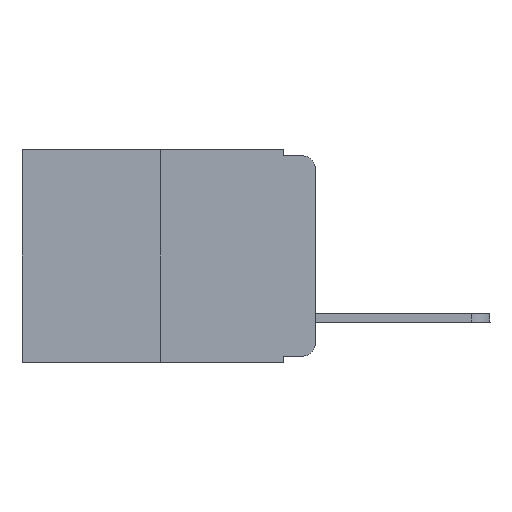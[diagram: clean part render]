
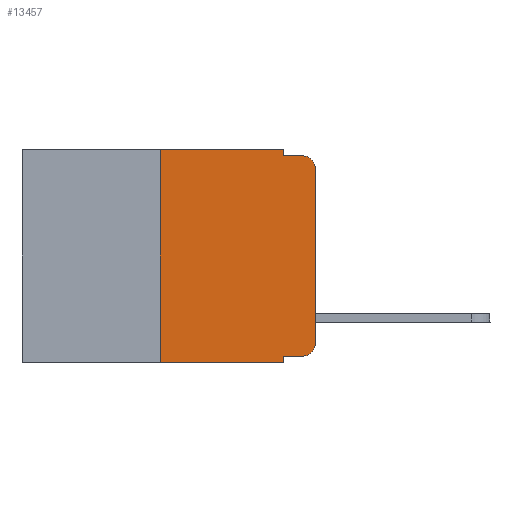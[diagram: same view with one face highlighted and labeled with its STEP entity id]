
A CAD part, left-side view. The second image highlights one B-rep face of the part: STEP entity #13457.
In plain terms, the highlighted planar face has unit normal (-1, 0, 0).
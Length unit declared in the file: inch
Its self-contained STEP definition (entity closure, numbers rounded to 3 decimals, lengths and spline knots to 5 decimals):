
#257 = VECTOR ( 'NONE', #12085, 39.37008 ) ;
#317 = DIRECTION ( 'NONE',  ( -1., 0., 0. ) ) ;
#1133 = CARTESIAN_POINT ( 'NONE',  ( 0., 0., -0.313 ) ) ;
#1141 = CARTESIAN_POINT ( 'NONE',  ( 0., 0.051, 0. ) ) ;
#1371 = VERTEX_POINT ( 'NONE', #11840 ) ;
#1564 = CARTESIAN_POINT ( 'NONE',  ( 0., 0.051, 0. ) ) ;
#1992 = DIRECTION ( 'NONE',  ( -1., 0., 0. ) ) ;
#2062 = DIRECTION ( 'NONE',  ( 0., 0., -1. ) ) ;
#2656 = LINE ( 'NONE', #1141, #10195 ) ;
#2872 = CARTESIAN_POINT ( 'NONE',  ( 0., 0.051, -0.01 ) ) ;
#3016 = ORIENTED_EDGE ( 'NONE', *, *, #4324, .T. ) ;
#3655 = EDGE_LOOP ( 'NONE', ( #15310, #12982, #9248, #5972, #11489, #4460, #11400, #6503, #3016, #6752 ) ) ;
#3663 = AXIS2_PLACEMENT_3D ( 'NONE', #13780, #17099, #9530 ) ;
#3955 = CARTESIAN_POINT ( 'NONE',  ( 0., 0.051, 0. ) ) ;
#4324 = EDGE_CURVE ( 'NONE', #14882, #12019, #8440, .T. ) ;
#4340 = LINE ( 'NONE', #12885, #10880 ) ;
#4459 = VERTEX_POINT ( 'NONE', #1133 ) ;
#4460 = ORIENTED_EDGE ( 'NONE', *, *, #13001, .F. ) ;
#4672 = FACE_OUTER_BOUND ( 'NONE', #3655, .T. ) ;
#4836 = CARTESIAN_POINT ( 'NONE',  ( 0., 0.25, 0. ) ) ;
#5066 = CARTESIAN_POINT ( 'NONE',  ( 0., 0.051, -0.333 ) ) ;
#5087 = DIRECTION ( 'NONE',  ( 0., 0., 1. ) ) ;
#5415 = LINE ( 'NONE', #17318, #15256 ) ;
#5468 = DIRECTION ( 'NONE',  ( 0., -1., 0. ) ) ;
#5908 = CIRCLE ( 'NONE', #11020, 0.02 ) ;
#5972 = ORIENTED_EDGE ( 'NONE', *, *, #6256, .F. ) ;
#6256 = EDGE_CURVE ( 'NONE', #13073, #8803, #12252, .T. ) ;
#6503 = ORIENTED_EDGE ( 'NONE', *, *, #16999, .F. ) ;
#6752 = ORIENTED_EDGE ( 'NONE', *, *, #8828, .T. ) ;
#6764 = DIRECTION ( 'NONE',  ( 0., -1., 0. ) ) ;
#7473 = VECTOR ( 'NONE', #17297, 39.37008 ) ;
#8094 = CARTESIAN_POINT ( 'NONE',  ( 0., 0.473, -0.343 ) ) ;
#8440 = LINE ( 'NONE', #14447, #16194 ) ;
#8449 = DIRECTION ( 'NONE',  ( 0., 0., 1. ) ) ;
#8680 = LINE ( 'NONE', #8094, #7473 ) ;
#8693 = VERTEX_POINT ( 'NONE', #4836 ) ;
#8803 = VERTEX_POINT ( 'NONE', #12519 ) ;
#8828 = EDGE_CURVE ( 'NONE', #12019, #4459, #5908, .T. ) ;
#9063 = LINE ( 'NONE', #9898, #16855 ) ;
#9248 = ORIENTED_EDGE ( 'NONE', *, *, #17051, .F. ) ;
#9530 = DIRECTION ( 'NONE',  ( 0., 0., -1. ) ) ;
#9898 = CARTESIAN_POINT ( 'NONE',  ( 0., 0.473, 0. ) ) ;
#10057 = DIRECTION ( 'NONE',  ( 0., 0., -1. ) ) ;
#10195 = VECTOR ( 'NONE', #10057, 39.37008 ) ;
#10750 = PLANE ( 'NONE',  #3663 ) ;
#10880 = VECTOR ( 'NONE', #8449, 39.37008 ) ;
#11020 = AXIS2_PLACEMENT_3D ( 'NONE', #12659, #1992, #2062 ) ;
#11324 = VECTOR ( 'NONE', #16451, 39.37008 ) ;
#11362 = VERTEX_POINT ( 'NONE', #17653 ) ;
#11400 = ORIENTED_EDGE ( 'NONE', *, *, #13674, .T. ) ;
#11489 = ORIENTED_EDGE ( 'NONE', *, *, #11917, .F. ) ;
#11714 = CARTESIAN_POINT ( 'NONE',  ( 0., 0.02, -0.333 ) ) ;
#11840 = CARTESIAN_POINT ( 'NONE',  ( 0., 0.051, -0.343 ) ) ;
#11917 = EDGE_CURVE ( 'NONE', #8693, #13073, #9063, .T. ) ;
#12019 = VERTEX_POINT ( 'NONE', #11714 ) ;
#12085 = DIRECTION ( 'NONE',  ( 0., 0., -1. ) ) ;
#12252 = LINE ( 'NONE', #1564, #257 ) ;
#12259 = LINE ( 'NONE', #2872, #11324 ) ;
#12519 = CARTESIAN_POINT ( 'NONE',  ( 0., 0.051, -0.01 ) ) ;
#12659 = CARTESIAN_POINT ( 'NONE',  ( 0., 0.02, -0.313 ) ) ;
#12882 = EDGE_CURVE ( 'NONE', #11362, #19329, #14548, .T. ) ;
#12885 = CARTESIAN_POINT ( 'NONE',  ( 0., 0., 0. ) ) ;
#12929 = CARTESIAN_POINT ( 'NONE',  ( 0., 0.02, -0.01 ) ) ;
#12982 = ORIENTED_EDGE ( 'NONE', *, *, #12882, .T. ) ;
#13001 = EDGE_CURVE ( 'NONE', #18828, #8693, #5415, .T. ) ;
#13073 = VERTEX_POINT ( 'NONE', #3955 ) ;
#13457 = ADVANCED_FACE ( 'NONE', ( #4672 ), #10750, .F. ) ;
#13674 = EDGE_CURVE ( 'NONE', #18828, #1371, #8680, .T. ) ;
#13780 = CARTESIAN_POINT ( 'NONE',  ( 0., 0.473, 0. ) ) ;
#13801 = DIRECTION ( 'NONE',  ( 0., 0., -1. ) ) ;
#14447 = CARTESIAN_POINT ( 'NONE',  ( 0., 0.051, -0.333 ) ) ;
#14548 = CIRCLE ( 'NONE', #18279, 0.02 ) ;
#14882 = VERTEX_POINT ( 'NONE', #5066 ) ;
#15256 = VECTOR ( 'NONE', #5087, 39.37008 ) ;
#15310 = ORIENTED_EDGE ( 'NONE', *, *, #16044, .T. ) ;
#15459 = CARTESIAN_POINT ( 'NONE',  ( 0., 0.02, -0.03 ) ) ;
#16044 = EDGE_CURVE ( 'NONE', #4459, #11362, #4340, .T. ) ;
#16194 = VECTOR ( 'NONE', #5468, 39.37008 ) ;
#16451 = DIRECTION ( 'NONE',  ( 0., -1., 0. ) ) ;
#16855 = VECTOR ( 'NONE', #6764, 39.37008 ) ;
#16999 = EDGE_CURVE ( 'NONE', #14882, #1371, #2656, .T. ) ;
#17051 = EDGE_CURVE ( 'NONE', #8803, #19329, #12259, .T. ) ;
#17099 = DIRECTION ( 'NONE',  ( 1., 0., 0. ) ) ;
#17297 = DIRECTION ( 'NONE',  ( 0., -1., 0. ) ) ;
#17318 = CARTESIAN_POINT ( 'NONE',  ( 0., 0.25, 0. ) ) ;
#17446 = CARTESIAN_POINT ( 'NONE',  ( 0., 0.25, -0.343 ) ) ;
#17653 = CARTESIAN_POINT ( 'NONE',  ( 0., 0., -0.03 ) ) ;
#18279 = AXIS2_PLACEMENT_3D ( 'NONE', #15459, #317, #13801 ) ;
#18828 = VERTEX_POINT ( 'NONE', #17446 ) ;
#19329 = VERTEX_POINT ( 'NONE', #12929 ) ;
